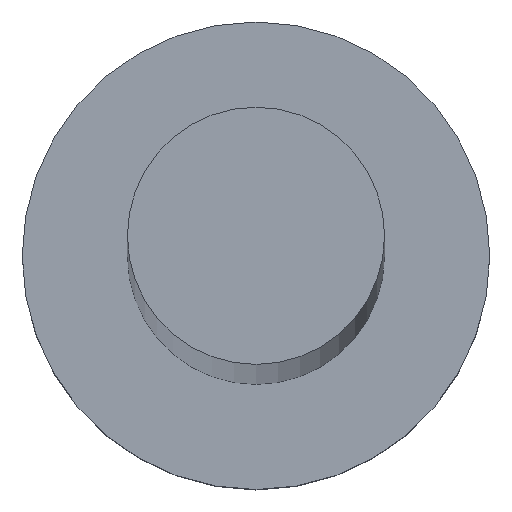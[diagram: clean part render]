
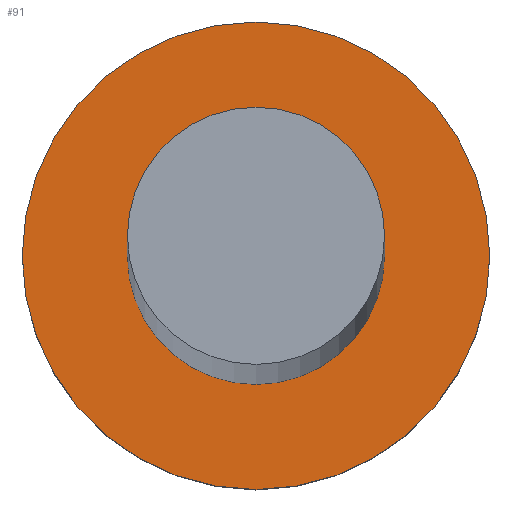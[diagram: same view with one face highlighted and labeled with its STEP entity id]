
A CAD part, top view. The second image highlights one B-rep face of the part: STEP entity #91.
In plain terms, the highlighted planar face has unit normal (0, 0, 1).
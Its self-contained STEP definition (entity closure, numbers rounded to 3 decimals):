
#3 = FACE_BOUND ( 'NONE', #13, .T. ) ;
#10 = ORIENTED_EDGE ( 'NONE', *, *, #99, .F. ) ;
#13 = EDGE_LOOP ( 'NONE', ( #10, #86 ) ) ;
#16 = CIRCLE ( 'NONE', #39, 1.1 ) ;
#21 = EDGE_LOOP ( 'NONE', ( #162, #149 ) ) ;
#39 = AXIS2_PLACEMENT_3D ( 'NONE', #252, #55, #238 ) ;
#50 = CARTESIAN_POINT ( 'NONE',  ( 1.1, 0., 2. ) ) ;
#55 = DIRECTION ( 'NONE',  ( 0., 0., 1. ) ) ;
#75 = DIRECTION ( 'NONE',  ( 0., 0., 1. ) ) ;
#77 = AXIS2_PLACEMENT_3D ( 'NONE', #113, #75, #206 ) ;
#82 = EDGE_CURVE ( 'NONE', #203, #152, #16, .T. ) ;
#86 = ORIENTED_EDGE ( 'NONE', *, *, #82, .F. ) ;
#87 = CARTESIAN_POINT ( 'NONE',  ( 0., 0., 2. ) ) ;
#91 = ADVANCED_FACE ( 'NONE', ( #3, #175 ), #120, .T. ) ;
#97 = CARTESIAN_POINT ( 'NONE',  ( 0., 0., 2. ) ) ;
#99 = EDGE_CURVE ( 'NONE', #152, #203, #167, .T. ) ;
#102 = DIRECTION ( 'NONE',  ( 1., 0., 0. ) ) ;
#113 = CARTESIAN_POINT ( 'NONE',  ( 0., 0., 2. ) ) ;
#120 = PLANE ( 'NONE',  #194 ) ;
#126 = DIRECTION ( 'NONE',  ( 1., 0., 0. ) ) ;
#137 = CARTESIAN_POINT ( 'NONE',  ( -2., 0., 2. ) ) ;
#142 = CARTESIAN_POINT ( 'NONE',  ( 2., 0., 2. ) ) ;
#149 = ORIENTED_EDGE ( 'NONE', *, *, #192, .T. ) ;
#152 = VERTEX_POINT ( 'NONE', #205 ) ;
#153 = DIRECTION ( 'NONE',  ( 0., 0., 1. ) ) ;
#162 = ORIENTED_EDGE ( 'NONE', *, *, #186, .T. ) ;
#167 = CIRCLE ( 'NONE', #188, 1.1 ) ;
#170 = DIRECTION ( 'NONE',  ( 0., 0., 1. ) ) ;
#175 = FACE_OUTER_BOUND ( 'NONE', #21, .T. ) ;
#182 = VERTEX_POINT ( 'NONE', #137 ) ;
#186 = EDGE_CURVE ( 'NONE', #182, #250, #190, .T. ) ;
#188 = AXIS2_PLACEMENT_3D ( 'NONE', #87, #170, #254 ) ;
#190 = CIRCLE ( 'NONE', #77, 2. ) ;
#192 = EDGE_CURVE ( 'NONE', #250, #182, #230, .T. ) ;
#194 = AXIS2_PLACEMENT_3D ( 'NONE', #196, #235, #102 ) ;
#196 = CARTESIAN_POINT ( 'NONE',  ( 0., 0., 2. ) ) ;
#200 = AXIS2_PLACEMENT_3D ( 'NONE', #97, #153, #126 ) ;
#203 = VERTEX_POINT ( 'NONE', #50 ) ;
#205 = CARTESIAN_POINT ( 'NONE',  ( -1.1, 0., 2. ) ) ;
#206 = DIRECTION ( 'NONE',  ( 1., 0., 0. ) ) ;
#230 = CIRCLE ( 'NONE', #200, 2. ) ;
#235 = DIRECTION ( 'NONE',  ( 0., 0., 1. ) ) ;
#238 = DIRECTION ( 'NONE',  ( 1., 0., 0. ) ) ;
#250 = VERTEX_POINT ( 'NONE', #142 ) ;
#252 = CARTESIAN_POINT ( 'NONE',  ( 0., 0., 2. ) ) ;
#254 = DIRECTION ( 'NONE',  ( 1., 0., 0. ) ) ;
